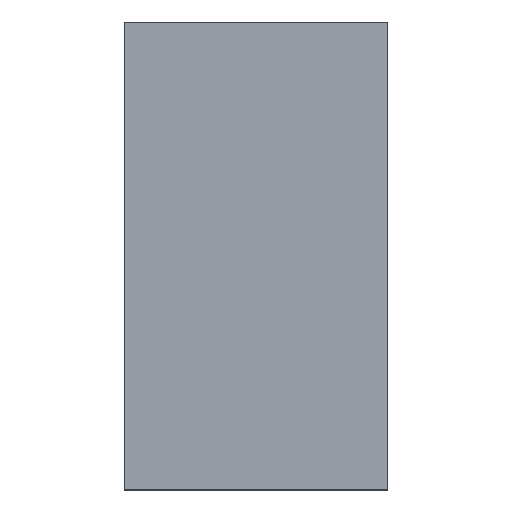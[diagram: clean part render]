
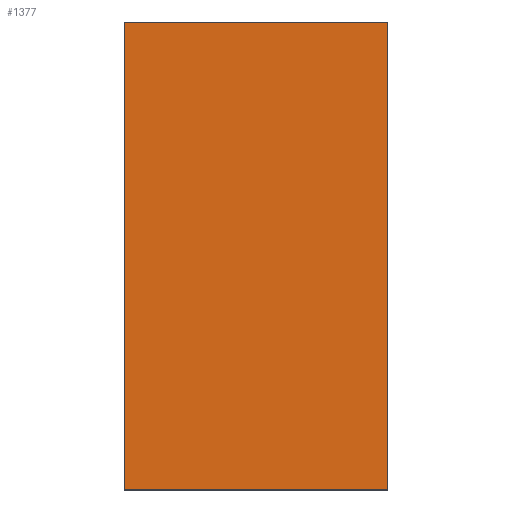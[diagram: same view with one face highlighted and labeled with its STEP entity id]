
A CAD part, top view. The second image highlights one B-rep face of the part: STEP entity #1377.
In plain terms, the highlighted planar face has unit normal (0, 0, 1).
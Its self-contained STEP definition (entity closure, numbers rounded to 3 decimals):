
#180=FACE_OUTER_BOUND('',#255,.T.);
#255=EDGE_LOOP('',(#1257,#1258,#1259,#1260));
#380=LINE('',#2295,#516);
#384=LINE('',#2306,#520);
#387=LINE('',#2327,#523);
#391=LINE('',#2353,#527);
#516=VECTOR('',#1871,10.);
#520=VECTOR('',#1883,10.);
#523=VECTOR('',#1896,10.);
#527=VECTOR('',#1922,10.);
#651=VERTEX_POINT('',#2292);
#652=VERTEX_POINT('',#2294);
#655=VERTEX_POINT('',#2304);
#658=VERTEX_POINT('',#2325);
#839=EDGE_CURVE('',#652,#651,#380,.T.);
#845=EDGE_CURVE('',#651,#655,#384,.T.);
#852=EDGE_CURVE('',#655,#658,#387,.T.);
#860=EDGE_CURVE('',#658,#652,#391,.T.);
#1257=ORIENTED_EDGE('',*,*,#860,.T.);
#1258=ORIENTED_EDGE('',*,*,#839,.T.);
#1259=ORIENTED_EDGE('',*,*,#845,.T.);
#1260=ORIENTED_EDGE('',*,*,#852,.T.);
#1307=PLANE('',#1524);
#1377=ADVANCED_FACE('',(#180),#1307,.T.);
#1524=AXIS2_PLACEMENT_3D('',#2354,#1923,#1924);
#1871=DIRECTION('',(-1.,0.,0.));
#1883=DIRECTION('',(0.,-1.,0.));
#1896=DIRECTION('',(1.,0.,0.));
#1922=DIRECTION('',(0.,1.,0.));
#1923=DIRECTION('center_axis',(0.,0.,1.));
#1924=DIRECTION('ref_axis',(1.,0.,0.));
#2292=CARTESIAN_POINT('',(0.,83.,7.64));
#2294=CARTESIAN_POINT('',(46.5,83.,7.64));
#2295=CARTESIAN_POINT('',(46.5,83.,7.64));
#2304=CARTESIAN_POINT('',(0.,0.,7.64));
#2306=CARTESIAN_POINT('',(0.,83.,7.64));
#2325=CARTESIAN_POINT('',(46.5,0.,7.64));
#2327=CARTESIAN_POINT('',(0.,0.,7.64));
#2353=CARTESIAN_POINT('',(46.5,20.92,7.64));
#2354=CARTESIAN_POINT('Origin',(23.25,41.5,7.64));
